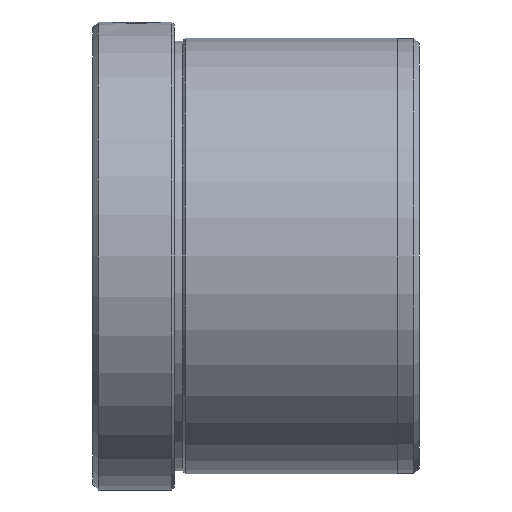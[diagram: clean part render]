
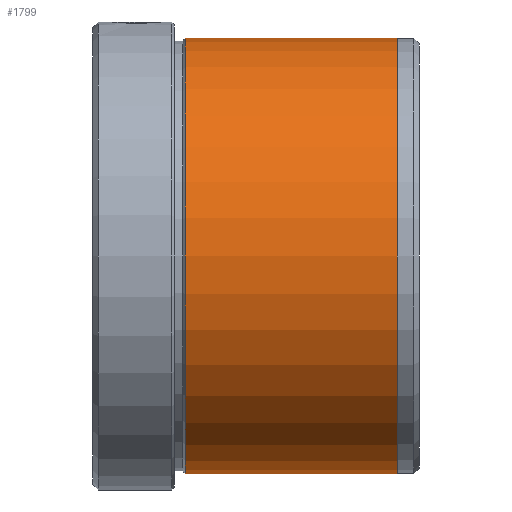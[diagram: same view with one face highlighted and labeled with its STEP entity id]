
A CAD part, left-side view. The second image highlights one B-rep face of the part: STEP entity #1799.
In plain terms, the highlighted cylindrical face has radius 40 mm (diameter 80 mm), a partial arc.
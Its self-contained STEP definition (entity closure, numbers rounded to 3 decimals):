
#86 = CARTESIAN_POINT ( 'NONE',  ( 0., -17., -40. ) ) ;
#95 = AXIS2_PLACEMENT_3D ( 'NONE', #596, #1569, #740 ) ;
#115 = DIRECTION ( 'NONE',  ( 0., -1., 0. ) ) ;
#146 = ORIENTED_EDGE ( 'NONE', *, *, #1348, .T. ) ;
#191 = CYLINDRICAL_SURFACE ( 'NONE', #213, 40. ) ;
#192 = EDGE_LOOP ( 'NONE', ( #1401, #342, #146, #1651 ) ) ;
#207 = CARTESIAN_POINT ( 'NONE',  ( 0., -56., 40. ) ) ;
#213 = AXIS2_PLACEMENT_3D ( 'NONE', #419, #557, #1247 ) ;
#342 = ORIENTED_EDGE ( 'NONE', *, *, #1708, .F. ) ;
#419 = CARTESIAN_POINT ( 'NONE',  ( 0., 0., 0. ) ) ;
#557 = DIRECTION ( 'NONE',  ( 0., 1., 0. ) ) ;
#596 = CARTESIAN_POINT ( 'NONE',  ( 0., -17., 0. ) ) ;
#642 = EDGE_CURVE ( 'NONE', #1235, #1189, #772, .T. ) ;
#740 = DIRECTION ( 'NONE',  ( 0., 0., 1. ) ) ;
#761 = VECTOR ( 'NONE', #884, 1000. ) ;
#772 = CIRCLE ( 'NONE', #95, 40. ) ;
#795 = EDGE_CURVE ( 'NONE', #1400, #1235, #1127, .T. ) ;
#884 = DIRECTION ( 'NONE',  ( 0., 1., 0. ) ) ;
#903 = AXIS2_PLACEMENT_3D ( 'NONE', #959, #115, #1095 ) ;
#959 = CARTESIAN_POINT ( 'NONE',  ( 0., -56., 0. ) ) ;
#1044 = CARTESIAN_POINT ( 'NONE',  ( 0., -56., -40. ) ) ;
#1047 = CARTESIAN_POINT ( 'NONE',  ( 0., -17., 40. ) ) ;
#1095 = DIRECTION ( 'NONE',  ( 0., 0., -1. ) ) ;
#1127 = LINE ( 'NONE', #1209, #1453 ) ;
#1189 = VERTEX_POINT ( 'NONE', #1047 ) ;
#1209 = CARTESIAN_POINT ( 'NONE',  ( 0., 0., -40. ) ) ;
#1235 = VERTEX_POINT ( 'NONE', #86 ) ;
#1247 = DIRECTION ( 'NONE',  ( 0., 0., 1. ) ) ;
#1348 = EDGE_CURVE ( 'NONE', #1538, #1189, #1502, .T. ) ;
#1349 = DIRECTION ( 'NONE',  ( 0., 1., 0. ) ) ;
#1400 = VERTEX_POINT ( 'NONE', #1044 ) ;
#1401 = ORIENTED_EDGE ( 'NONE', *, *, #795, .F. ) ;
#1453 = VECTOR ( 'NONE', #1349, 1000. ) ;
#1502 = LINE ( 'NONE', #1721, #761 ) ;
#1538 = VERTEX_POINT ( 'NONE', #207 ) ;
#1569 = DIRECTION ( 'NONE',  ( 0., 1., 0. ) ) ;
#1651 = ORIENTED_EDGE ( 'NONE', *, *, #642, .F. ) ;
#1674 = FACE_OUTER_BOUND ( 'NONE', #192, .T. ) ;
#1708 = EDGE_CURVE ( 'NONE', #1538, #1400, #1808, .T. ) ;
#1721 = CARTESIAN_POINT ( 'NONE',  ( 0., 0., 40. ) ) ;
#1799 = ADVANCED_FACE ( 'NONE', ( #1674 ), #191, .T. ) ;
#1808 = CIRCLE ( 'NONE', #903, 40. ) ;
